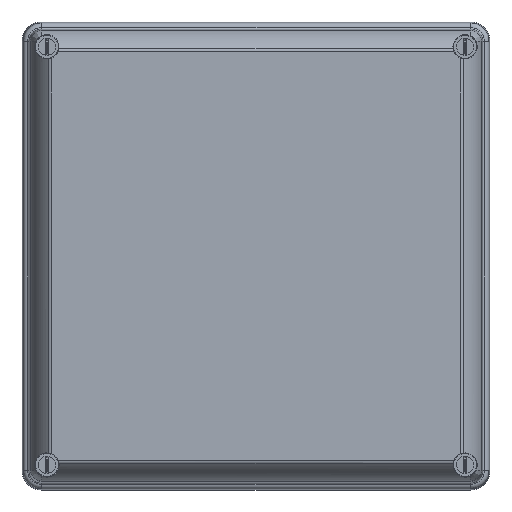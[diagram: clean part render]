
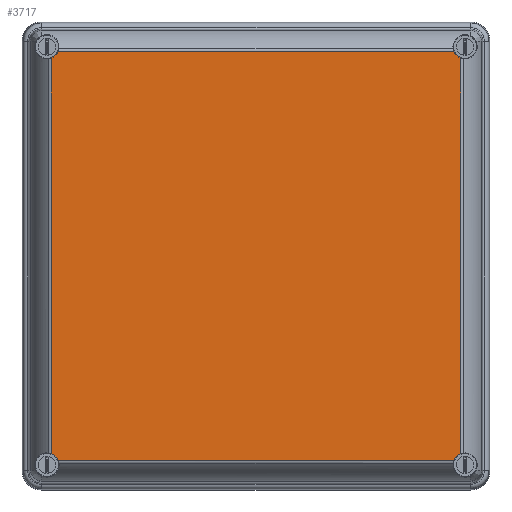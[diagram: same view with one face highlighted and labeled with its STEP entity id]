
A CAD part, top view. The second image highlights one B-rep face of the part: STEP entity #3717.
In plain terms, the highlighted planar face has unit normal (0, 0, 1).
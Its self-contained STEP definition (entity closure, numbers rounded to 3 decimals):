
#3717 = ADVANCED_FACE( '', ( #7741 ), #7742, .F. );
#7741 = FACE_OUTER_BOUND( '', #11848, .T. );
#7742 = PLANE( '', #11849 );
#11848 = EDGE_LOOP( '', ( #22267, #22268, #22269, #22270, #22271, #22272, #22273, #22274 ) );
#11849 = AXIS2_PLACEMENT_3D( '', #22275, #22276, #22277 );
#22267 = ORIENTED_EDGE( '', *, *, #23859, .F. );
#22268 = ORIENTED_EDGE( '', *, *, #26446, .T. );
#22269 = ORIENTED_EDGE( '', *, *, #24160, .F. );
#22270 = ORIENTED_EDGE( '', *, *, #25531, .F. );
#22271 = ORIENTED_EDGE( '', *, *, #24449, .F. );
#22272 = ORIENTED_EDGE( '', *, *, #26654, .F. );
#22273 = ORIENTED_EDGE( '', *, *, #24774, .F. );
#22274 = ORIENTED_EDGE( '', *, *, #26326, .T. );
#22275 = CARTESIAN_POINT( '', ( 137.5, 131.107, 57. ) );
#22276 = DIRECTION( '', ( 0., 0., -1. ) );
#22277 = DIRECTION( '', ( -1., 0., 0. ) );
#23859 = EDGE_CURVE( '', #28907, #28908, #28909, .F. );
#24160 = EDGE_CURVE( '', #29380, #29382, #29383, .F. );
#24449 = EDGE_CURVE( '', #29832, #29826, #29834, .F. );
#24774 = EDGE_CURVE( '', #30335, #30337, #30338, .F. );
#25531 = EDGE_CURVE( '', #29826, #29380, #31411, .T. );
#26326 = EDGE_CURVE( '', #30335, #28908, #32414, .T. );
#26446 = EDGE_CURVE( '', #28907, #29382, #32548, .T. );
#26654 = EDGE_CURVE( '', #30337, #29832, #32766, .T. );
#28907 = VERTEX_POINT( '', #36083 );
#28908 = VERTEX_POINT( '', #36084 );
#28909 = CIRCLE( '', #36085, 7.75 );
#29380 = VERTEX_POINT( '', #36953 );
#29382 = VERTEX_POINT( '', #36964 );
#29383 = CIRCLE( '', #36965, 7.75 );
#29826 = VERTEX_POINT( '', #37777 );
#29832 = VERTEX_POINT( '', #37864 );
#29834 = CIRCLE( '', #37873, 7.75 );
#30335 = VERTEX_POINT( '', #38680 );
#30337 = VERTEX_POINT( '', #38689 );
#30338 = CIRCLE( '', #38690, 7.75 );
#31411 = LINE( '', #40493, #40494 );
#32414 = LINE( '', #41971, #41972 );
#32548 = LINE( '', #42172, #42173 );
#32766 = LINE( '', #42448, #42449 );
#36083 = CARTESIAN_POINT( '', ( -131.107, 126.87, 57. ) );
#36084 = CARTESIAN_POINT( '', ( -126.835, 131.107, 57. ) );
#36085 = AXIS2_PLACEMENT_3D( '', #43991, #43992, #43993 );
#36953 = CARTESIAN_POINT( '', ( -126.835, -131.107, 57. ) );
#36964 = CARTESIAN_POINT( '', ( -131.107, -126.87, 57. ) );
#36965 = AXIS2_PLACEMENT_3D( '', #44329, #44330, #44331 );
#37777 = CARTESIAN_POINT( '', ( 126.835, -131.107, 57. ) );
#37864 = CARTESIAN_POINT( '', ( 131.107, -126.87, 57. ) );
#37873 = AXIS2_PLACEMENT_3D( '', #44644, #44645, #44646 );
#38680 = CARTESIAN_POINT( '', ( 126.835, 131.107, 57. ) );
#38689 = CARTESIAN_POINT( '', ( 131.107, 126.87, 57. ) );
#38690 = AXIS2_PLACEMENT_3D( '', #45022, #45023, #45024 );
#40493 = CARTESIAN_POINT( '', ( 137.5, -131.107, 57. ) );
#40494 = VECTOR( '', #45836, 1000. );
#41971 = CARTESIAN_POINT( '', ( 137.5, 131.107, 57. ) );
#41972 = VECTOR( '', #46569, 1000. );
#42172 = CARTESIAN_POINT( '', ( -131.107, 200., 57. ) );
#42173 = VECTOR( '', #46642, 1000. );
#42448 = CARTESIAN_POINT( '', ( 131.107, 200., 57. ) );
#42449 = VECTOR( '', #46740, 1000. );
#43991 = CARTESIAN_POINT( '', ( -134., 134.06, 57. ) );
#43992 = DIRECTION( '', ( 0., 0., -1. ) );
#43993 = DIRECTION( '', ( -1., 0., 0. ) );
#44329 = CARTESIAN_POINT( '', ( -134., -134.06, 57. ) );
#44330 = DIRECTION( '', ( 0., 0., -1. ) );
#44331 = DIRECTION( '', ( -1., 0., 0. ) );
#44644 = CARTESIAN_POINT( '', ( 134., -134.06, 57. ) );
#44645 = DIRECTION( '', ( 0., 0., -1. ) );
#44646 = DIRECTION( '', ( -1., 0., 0. ) );
#45022 = CARTESIAN_POINT( '', ( 134., 134.06, 57. ) );
#45023 = DIRECTION( '', ( 0., 0., -1. ) );
#45024 = DIRECTION( '', ( -1., 0., 0. ) );
#45836 = DIRECTION( '', ( -1., 0., 0. ) );
#46569 = DIRECTION( '', ( -1., 0., 0. ) );
#46642 = DIRECTION( '', ( 0., -1., 0. ) );
#46740 = DIRECTION( '', ( 0., -1., 0. ) );
